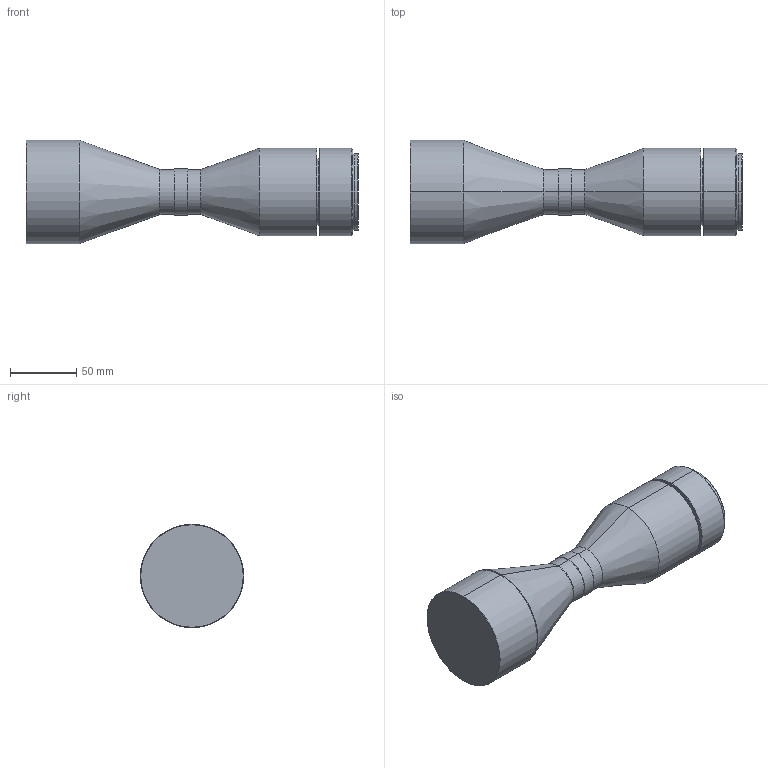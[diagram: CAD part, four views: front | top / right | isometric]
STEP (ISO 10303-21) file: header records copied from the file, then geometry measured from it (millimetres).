
FILE_DESCRIPTION (( 'STEP AP203' ), '1' );
FILE_NAME ('DTCM210-56-M58-AL STEPͼ.STEP', '2019-11-07T05:41:46', ( '' ), ( '' ), 'SwSTEP 2.0', 'SolidWorks 2014', '' );
FILE_SCHEMA (( 'CONFIG_CONTROL_DESIGN' ));
Length unit declared in the file: millimetre
Products named in the file (1): DTCM210-56-M58-AL STEPͼ
Bounding box: 250.5 x 78 x 78 mm (x, y, z)
Volume: 716196.8 mm3; surface area: 58218.4 mm2
Topology: 1 solids, 1 shells, 47 faces, 92 edges, 54 vertices
Faces by surface type: cylinder 20, cone 14, plane 9, torus 4
Entity records: 1285 total; most frequent: DIRECTION 246, CARTESIAN_POINT 194, ORIENTED_EDGE 184, AXIS2_PLACEMENT_3D 106, EDGE_CURVE 92, CIRCLE 58, EDGE_LOOP 54, VERTEX_POINT 54
